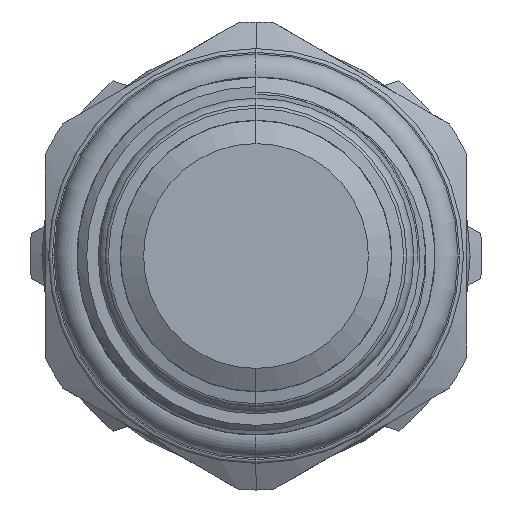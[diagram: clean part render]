
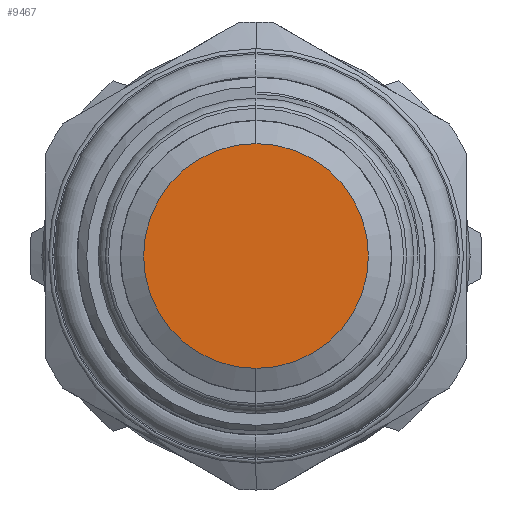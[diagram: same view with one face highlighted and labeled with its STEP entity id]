
A CAD part, left-side view. The second image highlights one B-rep face of the part: STEP entity #9467.
In plain terms, the highlighted planar face has unit normal (-1, 0, 0).
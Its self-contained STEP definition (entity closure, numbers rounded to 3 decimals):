
#1074 = CARTESIAN_POINT ( 'NONE',  ( -29.34, 0., 0. ) ) ;
#1075 = DIRECTION ( 'NONE',  ( -1., 0., 0. ) ) ;
#1076 = DIRECTION ( 'NONE',  ( 0., 0., 1. ) ) ;
#4199 = CARTESIAN_POINT ( 'NONE',  ( -29.34, 0., 0. ) ) ;
#4201 = DIRECTION ( 'NONE',  ( -1., 0., 0. ) ) ;
#4203 = DIRECTION ( 'NONE',  ( 0., 0., 1. ) ) ;
#4279 = ORIENTED_EDGE ( 'NONE', *, *, #8566, .T. ) ;
#4281 = ORIENTED_EDGE ( 'NONE', *, *, #8158, .T. ) ;
#4511 = EDGE_LOOP ( 'NONE', ( #4279, #4281 ) ) ;
#4958 = CIRCLE ( 'NONE', #8681, 5.923 ) ;
#5389 = CIRCLE ( 'NONE', #8882, 5.923 ) ;
#6997 = FACE_OUTER_BOUND ( 'NONE', #4511, .T. ) ;
#7317 = CARTESIAN_POINT ( 'NONE',  ( -29.34, 0., 0. ) ) ;
#7323 = PLANE ( 'NONE',  #9205 ) ;
#7327 = DIRECTION ( 'NONE',  ( 1., 0., 0. ) ) ;
#7328 = DIRECTION ( 'NONE',  ( 0., 0., -1. ) ) ;
#7557 = CARTESIAN_POINT ( 'NONE',  ( -29.34, 0., -5.923 ) ) ;
#7575 = CARTESIAN_POINT ( 'NONE',  ( -29.34, 0., 5.923 ) ) ;
#8158 = EDGE_CURVE ( 'NONE', #9575, #9557, #4958, .T. ) ;
#8566 = EDGE_CURVE ( 'NONE', #9557, #9575, #5389, .T. ) ;
#8681 = AXIS2_PLACEMENT_3D ( 'NONE', #1074, #1075, #1076 ) ;
#8882 = AXIS2_PLACEMENT_3D ( 'NONE', #4199, #4201, #4203 ) ;
#9205 = AXIS2_PLACEMENT_3D ( 'NONE', #7317, #7327, #7328 ) ;
#9467 = ADVANCED_FACE ( 'NONE', ( #6997 ), #7323, .F. ) ;
#9557 = VERTEX_POINT ( 'NONE', #7557 ) ;
#9575 = VERTEX_POINT ( 'NONE', #7575 ) ;
